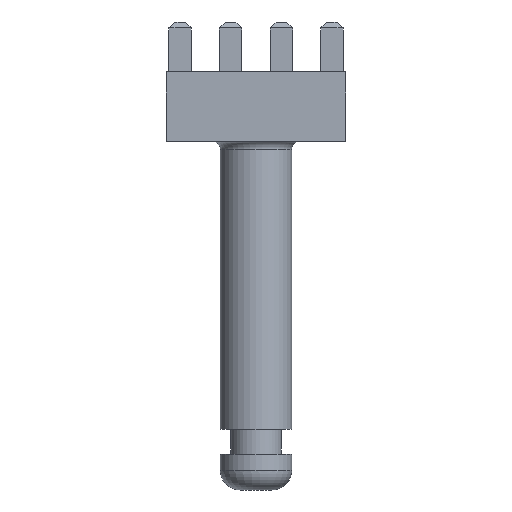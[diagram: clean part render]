
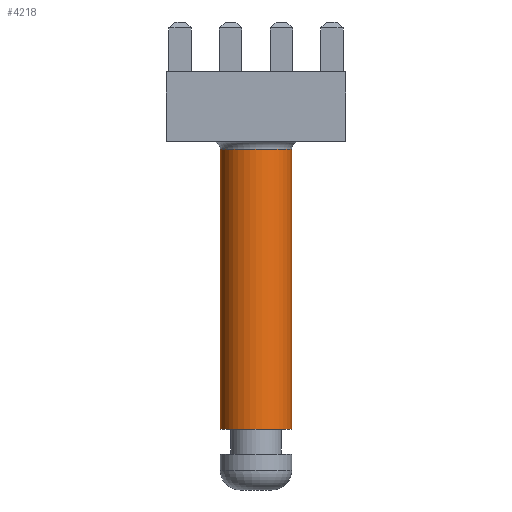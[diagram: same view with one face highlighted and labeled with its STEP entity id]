
A CAD part, front view. The second image highlights one B-rep face of the part: STEP entity #4218.
In plain terms, the highlighted cylindrical face has radius 1.8 mm (diameter 3.6 mm), a partial arc.
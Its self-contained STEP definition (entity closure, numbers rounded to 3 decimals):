
#51 = CARTESIAN_POINT ( 'NONE',  ( -1.8, 0., -0.4 ) ) ;
#286 = AXIS2_PLACEMENT_3D ( 'NONE', #1009, #4991, #3075 ) ;
#318 = ORIENTED_EDGE ( 'NONE', *, *, #1319, .F. ) ;
#680 = DIRECTION ( 'NONE',  ( 0., 0., -1. ) ) ;
#712 = DIRECTION ( 'NONE',  ( 0., 0., 1. ) ) ;
#1009 = CARTESIAN_POINT ( 'NONE',  ( 0., 0., -14.45 ) ) ;
#1319 = EDGE_CURVE ( 'NONE', #4933, #3471, #3784, .T. ) ;
#1346 = ORIENTED_EDGE ( 'NONE', *, *, #2207, .T. ) ;
#1361 = VECTOR ( 'NONE', #4831, 1000. ) ;
#1448 = VECTOR ( 'NONE', #712, 1000. ) ;
#1513 = CARTESIAN_POINT ( 'NONE',  ( 1.8, 0., -14.45 ) ) ;
#1618 = AXIS2_PLACEMENT_3D ( 'NONE', #2254, #680, #5118 ) ;
#1870 = DIRECTION ( 'NONE',  ( -1., 0., 0. ) ) ;
#1906 = CYLINDRICAL_SURFACE ( 'NONE', #286, 1.8 ) ;
#2015 = ORIENTED_EDGE ( 'NONE', *, *, #3221, .T. ) ;
#2207 = EDGE_CURVE ( 'NONE', #2932, #3976, #2439, .T. ) ;
#2254 = CARTESIAN_POINT ( 'NONE',  ( 0., 0., -14.45 ) ) ;
#2439 = LINE ( 'NONE', #3273, #1361 ) ;
#2499 = CARTESIAN_POINT ( 'NONE',  ( 1.8, 0., -0.4 ) ) ;
#2555 = EDGE_CURVE ( 'NONE', #2932, #4933, #4486, .T. ) ;
#2670 = CARTESIAN_POINT ( 'NONE',  ( -1.8, 0., -14.45 ) ) ;
#2793 = EDGE_LOOP ( 'NONE', ( #318, #4312, #1346, #2015 ) ) ;
#2932 = VERTEX_POINT ( 'NONE', #1513 ) ;
#3075 = DIRECTION ( 'NONE',  ( 1., 0., 0. ) ) ;
#3123 = CARTESIAN_POINT ( 'NONE',  ( -1.8, 0., -14.45 ) ) ;
#3221 = EDGE_CURVE ( 'NONE', #3976, #3471, #3927, .T. ) ;
#3273 = CARTESIAN_POINT ( 'NONE',  ( 1.8, 0., -14.45 ) ) ;
#3471 = VERTEX_POINT ( 'NONE', #51 ) ;
#3784 = LINE ( 'NONE', #2670, #1448 ) ;
#3927 = CIRCLE ( 'NONE', #4943, 1.8 ) ;
#3928 = CARTESIAN_POINT ( 'NONE',  ( 0., 0., -0.4 ) ) ;
#3976 = VERTEX_POINT ( 'NONE', #2499 ) ;
#4218 = ADVANCED_FACE ( 'NONE', ( #4975 ), #1906, .T. ) ;
#4312 = ORIENTED_EDGE ( 'NONE', *, *, #2555, .F. ) ;
#4486 = CIRCLE ( 'NONE', #1618, 1.8 ) ;
#4706 = DIRECTION ( 'NONE',  ( 0., 0., -1. ) ) ;
#4831 = DIRECTION ( 'NONE',  ( 0., 0., 1. ) ) ;
#4933 = VERTEX_POINT ( 'NONE', #3123 ) ;
#4943 = AXIS2_PLACEMENT_3D ( 'NONE', #3928, #4706, #1870 ) ;
#4975 = FACE_OUTER_BOUND ( 'NONE', #2793, .T. ) ;
#4991 = DIRECTION ( 'NONE',  ( 0., 0., 1. ) ) ;
#5118 = DIRECTION ( 'NONE',  ( -1., 0., 0. ) ) ;
